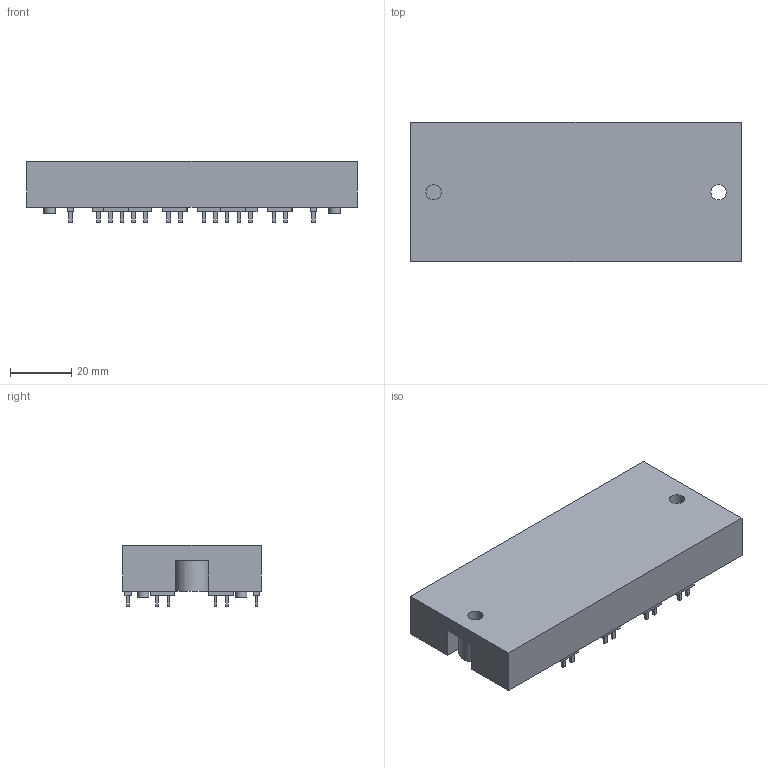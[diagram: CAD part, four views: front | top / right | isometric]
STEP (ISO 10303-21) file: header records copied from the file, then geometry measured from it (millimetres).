
FILE_DESCRIPTION(('FreeCAD Model'),'2;1');
FILE_NAME('Open CASCADE Shape Model','2021-04-05T20:28:40',( 'kicad StepUp'),('ksu MCAD'),'Open CASCADE STEP processor 7.5', 'FreeCAD','Unknown');
FILE_SCHEMA(('AUTOMOTIVE_DESIGN { 1 0 10303 214 1 1 1 1 }'));
Length unit declared in the file: millimetre
Products named in the file (1): Littelfuse_Package_H_XN2MM
Bounding box: 107.86 x 45.36 x 20 mm (x, y, z)
Volume: 71973 mm3; surface area: 15982 mm2
Topology: 1 solids, 2 shells, 376 faces, 842 edges, 524 vertices
Faces by surface type: plane 352, cylinder 24
Full cylindrical faces by diameter (mm): 2.25 x4, 2.6 x4, 3.69 x4, 5 x2
Entity records: 12756 total; most frequent: CARTESIAN_POINT 1741, ORIENTED_EDGE 1684, DIRECTION 1648, EDGE_CURVE 842, LINE 786, VECTOR 786, VERTEX_POINT 524, FACE_BOUND 432
